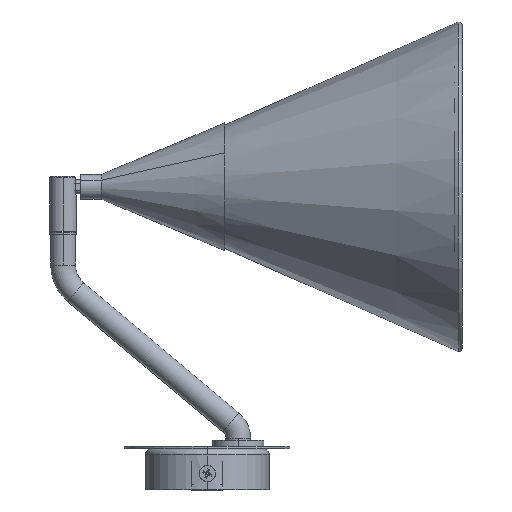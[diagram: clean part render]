
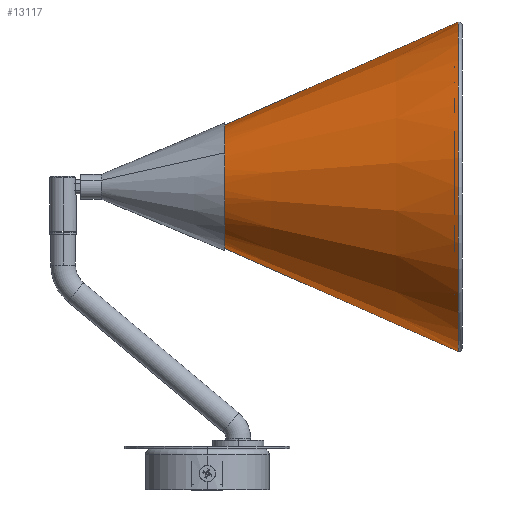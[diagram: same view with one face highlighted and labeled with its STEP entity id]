
A CAD part, left-side view. The second image highlights one B-rep face of the part: STEP entity #13117.
In plain terms, the highlighted conical face has half-angle 23.853 degrees and reference radius 80 mm.
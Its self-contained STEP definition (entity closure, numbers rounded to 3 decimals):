
#124 = CIRCLE ( 'NONE', #9637, 26.5 ) ;
#1625 = DIRECTION ( 'NONE',  ( 0., 0., -1. ) ) ;
#1820 = CARTESIAN_POINT ( 'NONE',  ( 0., 0., 0. ) ) ;
#2359 = VECTOR ( 'NONE', #5866, 1000. ) ;
#2607 = CARTESIAN_POINT ( 'NONE',  ( 0., 121., 26.5 ) ) ;
#2664 = ORIENTED_EDGE ( 'NONE', *, *, #2787, .T. ) ;
#2787 = EDGE_CURVE ( 'NONE', #14923, #9221, #124, .T. ) ;
#2960 = DIRECTION ( 'NONE',  ( 0., -1., 0. ) ) ;
#3705 = VERTEX_POINT ( 'NONE', #11154 ) ;
#4167 = LINE ( 'NONE', #14204, #4172 ) ;
#4172 = VECTOR ( 'NONE', #11699, 1000. ) ;
#4315 = CARTESIAN_POINT ( 'NONE',  ( 0., 121., -26.5 ) ) ;
#4419 = DIRECTION ( 'NONE',  ( 0., 0., -1. ) ) ;
#4425 = ORIENTED_EDGE ( 'NONE', *, *, #14797, .F. ) ;
#5866 = DIRECTION ( 'NONE',  ( 0., -0.915, 0.404 ) ) ;
#7082 = CARTESIAN_POINT ( 'NONE',  ( 0., 0., 80. ) ) ;
#7192 = CARTESIAN_POINT ( 'NONE',  ( 0., 0., 80. ) ) ;
#7915 = ORIENTED_EDGE ( 'NONE', *, *, #14607, .T. ) ;
#8500 = CIRCLE ( 'NONE', #10849, 80. ) ;
#8533 = VERTEX_POINT ( 'NONE', #7192 ) ;
#9221 = VERTEX_POINT ( 'NONE', #4315 ) ;
#9505 = LINE ( 'NONE', #7082, #2359 ) ;
#9637 = AXIS2_PLACEMENT_3D ( 'NONE', #14474, #15771, #13263 ) ;
#9829 = CONICAL_SURFACE ( 'NONE', #15538, 80., 0.416 ) ;
#10050 = DIRECTION ( 'NONE',  ( 0., -1., 0. ) ) ;
#10573 = FACE_OUTER_BOUND ( 'NONE', #13436, .T. ) ;
#10849 = AXIS2_PLACEMENT_3D ( 'NONE', #13937, #10050, #1625 ) ;
#11154 = CARTESIAN_POINT ( 'NONE',  ( 0., 0., -80. ) ) ;
#11236 = EDGE_CURVE ( 'NONE', #8533, #3705, #8500, .T. ) ;
#11699 = DIRECTION ( 'NONE',  ( 0., -0.915, -0.404 ) ) ;
#13117 = ADVANCED_FACE ( 'NONE', ( #10573 ), #9829, .T. ) ;
#13263 = DIRECTION ( 'NONE',  ( 0., 0., -1. ) ) ;
#13436 = EDGE_LOOP ( 'NONE', ( #4425, #2664, #7915, #14805 ) ) ;
#13937 = CARTESIAN_POINT ( 'NONE',  ( 0., 0., 0. ) ) ;
#14204 = CARTESIAN_POINT ( 'NONE',  ( 0., 0., -80. ) ) ;
#14474 = CARTESIAN_POINT ( 'NONE',  ( 0., 121., 0. ) ) ;
#14607 = EDGE_CURVE ( 'NONE', #9221, #3705, #4167, .T. ) ;
#14797 = EDGE_CURVE ( 'NONE', #14923, #8533, #9505, .T. ) ;
#14805 = ORIENTED_EDGE ( 'NONE', *, *, #11236, .F. ) ;
#14923 = VERTEX_POINT ( 'NONE', #2607 ) ;
#15538 = AXIS2_PLACEMENT_3D ( 'NONE', #1820, #2960, #4419 ) ;
#15771 = DIRECTION ( 'NONE',  ( 0., -1., 0. ) ) ;
